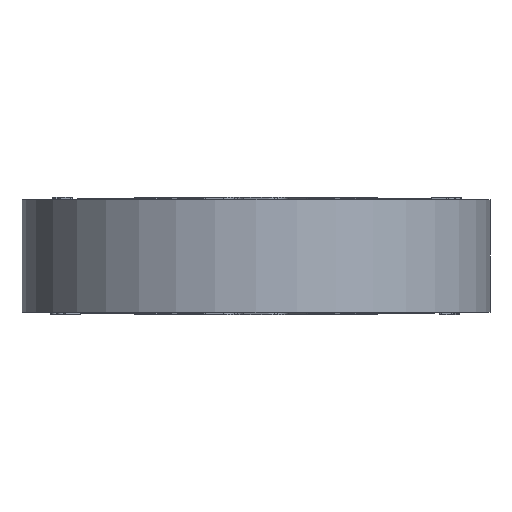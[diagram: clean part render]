
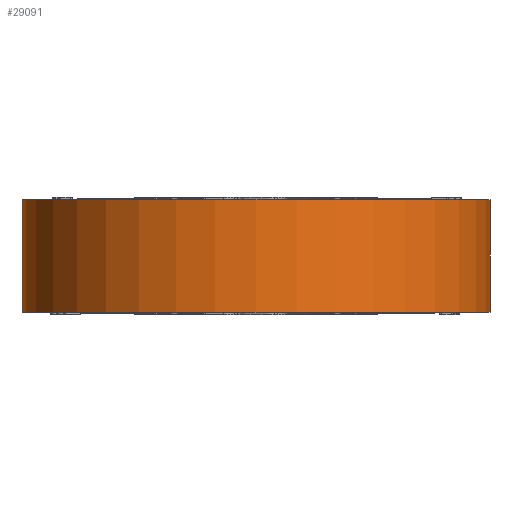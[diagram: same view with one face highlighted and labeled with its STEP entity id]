
A CAD part, front view. The second image highlights one B-rep face of the part: STEP entity #29091.
In plain terms, the highlighted cylindrical face has radius 50.8 mm (diameter 101.6 mm), a partial arc.
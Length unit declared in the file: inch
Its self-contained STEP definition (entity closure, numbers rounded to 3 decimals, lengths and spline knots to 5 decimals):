
#1736 = AXIS2_PLACEMENT_3D ( 'NONE', #39725, #24698, #17165 ) ;
#1758 = VERTEX_POINT ( 'NONE', #9152 ) ;
#2712 = ORIENTED_EDGE ( 'NONE', *, *, #36865, .F. ) ;
#4161 = CARTESIAN_POINT ( 'NONE',  ( -2., 0., -0.47905 ) ) ;
#4239 = LINE ( 'NONE', #25229, #46006 ) ;
#6801 = VERTEX_POINT ( 'NONE', #12805 ) ;
#9152 = CARTESIAN_POINT ( 'NONE',  ( -2., 0., 0.47905 ) ) ;
#10407 = CARTESIAN_POINT ( 'NONE',  ( 2., 0., -0.47905 ) ) ;
#11945 = EDGE_LOOP ( 'NONE', ( #25778, #12132, #20237, #2712 ) ) ;
#12132 = ORIENTED_EDGE ( 'NONE', *, *, #36795, .F. ) ;
#12180 = VECTOR ( 'NONE', #38979, 39.37008 ) ;
#12253 = CIRCLE ( 'NONE', #1736, 2. ) ;
#12805 = CARTESIAN_POINT ( 'NONE',  ( 2., 0., 0.47905 ) ) ;
#16234 = AXIS2_PLACEMENT_3D ( 'NONE', #28734, #43066, #39761 ) ;
#17165 = DIRECTION ( 'NONE',  ( 1., 0., 0. ) ) ;
#18618 = DIRECTION ( 'NONE',  ( 0., 0., -1. ) ) ;
#18843 = VERTEX_POINT ( 'NONE', #10407 ) ;
#20237 = ORIENTED_EDGE ( 'NONE', *, *, #22578, .T. ) ;
#20590 = VERTEX_POINT ( 'NONE', #4161 ) ;
#21160 = CARTESIAN_POINT ( 'NONE',  ( 0., 0., -0.47905 ) ) ;
#22578 = EDGE_CURVE ( 'NONE', #1758, #20590, #31002, .T. ) ;
#24301 = AXIS2_PLACEMENT_3D ( 'NONE', #21160, #24932, #28239 ) ;
#24698 = DIRECTION ( 'NONE',  ( 0., 0., 1. ) ) ;
#24932 = DIRECTION ( 'NONE',  ( 0., 0., -1. ) ) ;
#25229 = CARTESIAN_POINT ( 'NONE',  ( 2., 0., 0.5 ) ) ;
#25778 = ORIENTED_EDGE ( 'NONE', *, *, #34809, .F. ) ;
#28239 = DIRECTION ( 'NONE',  ( -1., 0., 0. ) ) ;
#28276 = FACE_OUTER_BOUND ( 'NONE', #11945, .T. ) ;
#28734 = CARTESIAN_POINT ( 'NONE',  ( 0., 0., 0.5 ) ) ;
#29091 = ADVANCED_FACE ( 'NONE', ( #28276 ), #32020, .T. ) ;
#31002 = LINE ( 'NONE', #45344, #12180 ) ;
#32020 = CYLINDRICAL_SURFACE ( 'NONE', #16234, 2. ) ;
#34809 = EDGE_CURVE ( 'NONE', #6801, #18843, #4239, .T. ) ;
#36795 = EDGE_CURVE ( 'NONE', #1758, #6801, #12253, .T. ) ;
#36865 = EDGE_CURVE ( 'NONE', #18843, #20590, #42316, .T. ) ;
#38979 = DIRECTION ( 'NONE',  ( 0., 0., -1. ) ) ;
#39725 = CARTESIAN_POINT ( 'NONE',  ( 0., 0., 0.47905 ) ) ;
#39761 = DIRECTION ( 'NONE',  ( -1., 0., 0. ) ) ;
#42316 = CIRCLE ( 'NONE', #24301, 2. ) ;
#43066 = DIRECTION ( 'NONE',  ( 0., 0., -1. ) ) ;
#45344 = CARTESIAN_POINT ( 'NONE',  ( -2., 0., 0.5 ) ) ;
#46006 = VECTOR ( 'NONE', #18618, 39.37008 ) ;
